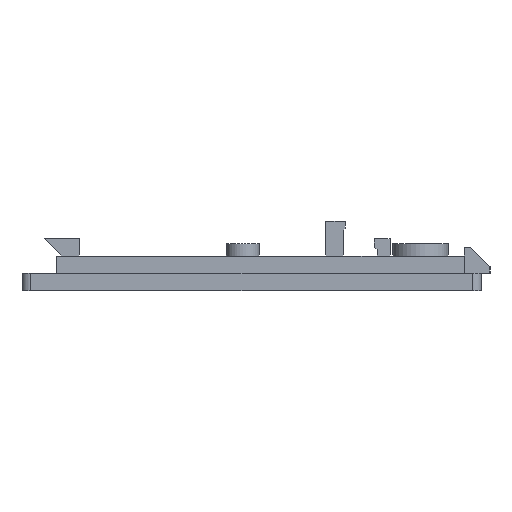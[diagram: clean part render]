
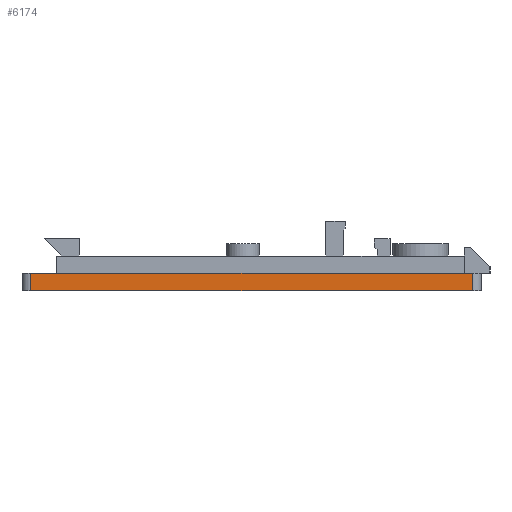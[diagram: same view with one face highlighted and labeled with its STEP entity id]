
A CAD part, left-side view. The second image highlights one B-rep face of the part: STEP entity #6174.
In plain terms, the highlighted planar face has unit normal (-1, 0, 0).
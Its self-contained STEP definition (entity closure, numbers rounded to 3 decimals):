
#1759=CARTESIAN_POINT('',(0.,1.,0.));
#1760=VERTEX_POINT('',#1759);
#1768=CARTESIAN_POINT('',(0.,52.,0.));
#1769=VERTEX_POINT('',#1768);
#1770=CARTESIAN_POINT('',(0.,1.,0.));
#1771=DIRECTION('',(0.,1.,0.));
#1772=VECTOR('',#1771,51.);
#1773=LINE('',#1770,#1772);
#1774=EDGE_CURVE('',#1760,#1769,#1773,.T.);
#5860=CARTESIAN_POINT('',(0.,52.,2.));
#5861=VERTEX_POINT('',#5860);
#5869=CARTESIAN_POINT('',(0.,1.,2.));
#5870=VERTEX_POINT('',#5869);
#5871=CARTESIAN_POINT('',(0.,1.,2.));
#5872=DIRECTION('',(0.,1.,0.));
#5873=VECTOR('',#5872,51.);
#5874=LINE('',#5871,#5873);
#5875=EDGE_CURVE('',#5870,#5861,#5874,.T.);
#6153=CARTESIAN_POINT('',(0.,26.5,2.));
#6154=DIRECTION('',(-1.,0.,0.));
#6155=DIRECTION('',(0.,0.,1.));
#6156=AXIS2_PLACEMENT_3D('',#6153,#6154,#6155);
#6157=PLANE('',#6156);
#6158=ORIENTED_EDGE('',*,*,#1774,.F.);
#6159=CARTESIAN_POINT('',(0.,1.,0.));
#6160=DIRECTION('',(0.,0.,1.));
#6161=VECTOR('',#6160,2.);
#6162=LINE('',#6159,#6161);
#6163=EDGE_CURVE('',#1760,#5870,#6162,.T.);
#6164=ORIENTED_EDGE('',*,*,#6163,.T.);
#6165=ORIENTED_EDGE('',*,*,#5875,.T.);
#6166=CARTESIAN_POINT('',(0.,52.,2.));
#6167=DIRECTION('',(-0.,-0.,-1.));
#6168=VECTOR('',#6167,2.);
#6169=LINE('',#6166,#6168);
#6170=EDGE_CURVE('',#5861,#1769,#6169,.T.);
#6171=ORIENTED_EDGE('',*,*,#6170,.T.);
#6172=EDGE_LOOP('',(#6158,#6164,#6165,#6171));
#6173=FACE_BOUND('',#6172,.T.);
#6174=ADVANCED_FACE('',(#6173),#6157,.T.);
